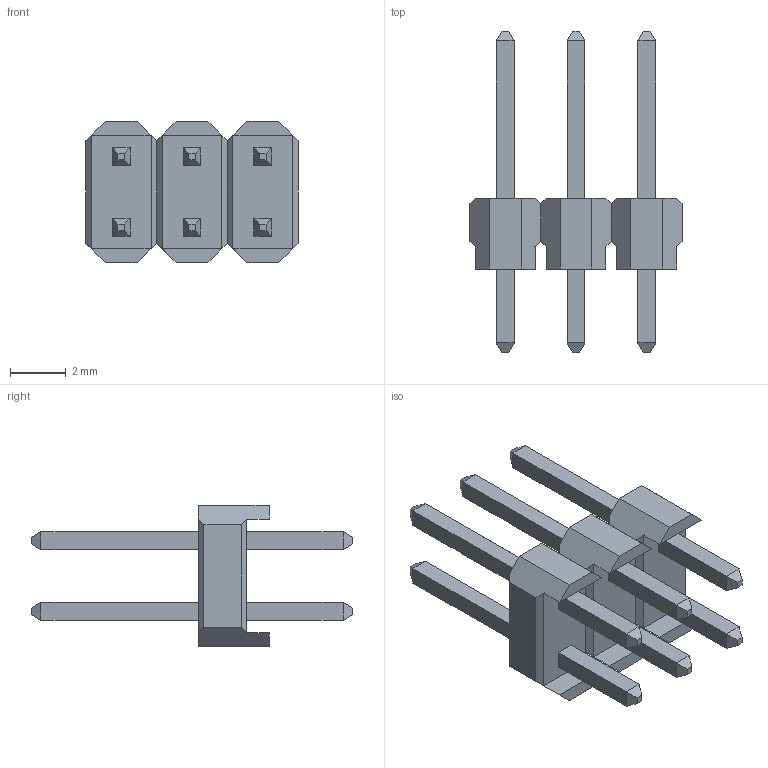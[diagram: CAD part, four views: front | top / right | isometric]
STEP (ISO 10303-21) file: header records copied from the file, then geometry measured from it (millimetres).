
FILE_DESCRIPTION (( 'STEP AP214' ), '1' );
FILE_NAME ('User Library-PLD6.STEP', '2021-05-12T15:30:29', ( '' ), ( '' ), 'SwSTEP 2.0', 'SolidWorks 2020', '' );
FILE_SCHEMA (( 'AUTOMOTIVE_DESIGN' ));
Length unit declared in the file: millimetre
Products named in the file (2): 櫻蠉錪; User Library-PLD6
Assembly tree (3 placements, depth 2):
  User Library-PLD6
    櫻蠉錪  x3
Bounding box: 7.62 x 11.54 x 5.08 mm (x, y, z)
Volume: 88.5 mm3; surface area: 313.3 mm2
Topology: 15 solids, 15 shells, 174 faces, 372 edges, 228 vertices
Faces by surface type: plane 174
Entity records: 1824 total; most frequent: CARTESIAN_POINT 264, DIRECTION 252, ORIENTED_EDGE 248, EDGE_CURVE 124, LINE 124, VECTOR 124, VERTEX_POINT 76, AXIS2_PLACEMENT_3D 64
